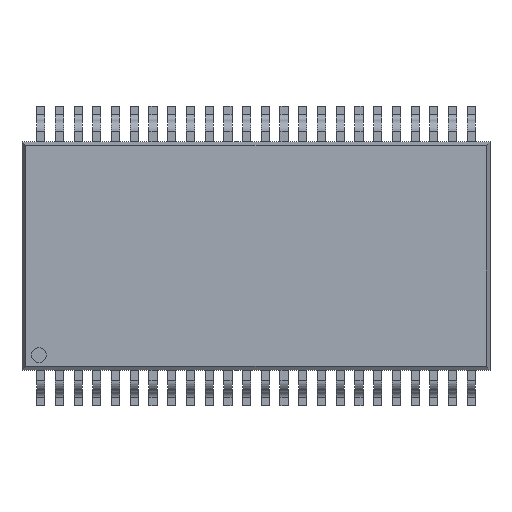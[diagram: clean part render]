
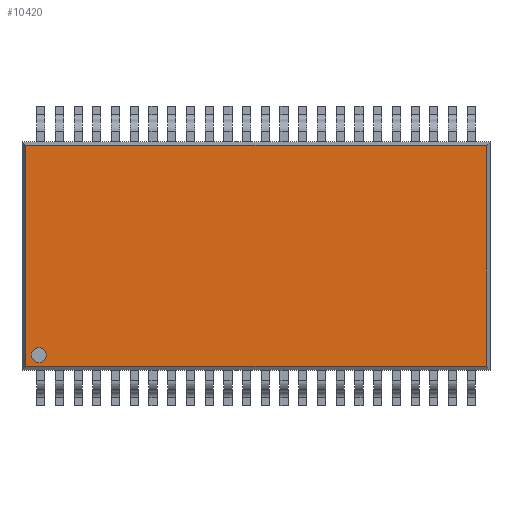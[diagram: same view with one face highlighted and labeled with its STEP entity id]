
A CAD part, top view. The second image highlights one B-rep face of the part: STEP entity #10420.
In plain terms, the highlighted planar face has unit normal (0, 0, 1).
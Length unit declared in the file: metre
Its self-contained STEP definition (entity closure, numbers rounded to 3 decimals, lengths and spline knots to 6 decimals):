
#695=CIRCLE('',#12000,0.0002);
#3593=ORIENTED_EDGE('',*,*,#5089,.T.);
#3594=ORIENTED_EDGE('',*,*,#5090,.T.);
#3595=ORIENTED_EDGE('',*,*,#5091,.T.);
#3596=ORIENTED_EDGE('',*,*,#5092,.T.);
#3597=ORIENTED_EDGE('',*,*,#5093,.T.);
#5089=EDGE_CURVE('',#6075,#6076,#7153,.T.);
#5090=EDGE_CURVE('',#6076,#6077,#7154,.T.);
#5091=EDGE_CURVE('',#6077,#6078,#7155,.T.);
#5092=EDGE_CURVE('',#6078,#6075,#7156,.T.);
#5093=EDGE_CURVE('',#6079,#6079,#695,.F.);
#6075=VERTEX_POINT('',#18202);
#6076=VERTEX_POINT('',#18203);
#6077=VERTEX_POINT('',#18205);
#6078=VERTEX_POINT('',#18207);
#6079=VERTEX_POINT('',#18210);
#7153=LINE('',#18201,#8237);
#7154=LINE('',#18204,#8238);
#7155=LINE('',#18206,#8239);
#7156=LINE('',#18208,#8240);
#8237=VECTOR('',#15109,1.);
#8238=VECTOR('',#15110,1.);
#8239=VECTOR('',#15111,1.);
#8240=VECTOR('',#15112,1.);
#8833=EDGE_LOOP('',(#3593,#3594,#3595,#3596));
#8834=EDGE_LOOP('',(#3597));
#9427=FACE_BOUND('',#8833,.T.);
#9428=FACE_BOUND('',#8834,.T.);
#9829=PLANE('',#11999);
#10420=ADVANCED_FACE('',(#9427,#9428),#9829,.T.);
#11999=AXIS2_PLACEMENT_3D('',#18200,#15107,#15108);
#12000=AXIS2_PLACEMENT_3D('',#18209,#15113,#15114);
#15107=DIRECTION('',(0.,0.,1.));
#15108=DIRECTION('',(1.,0.,0.));
#15109=DIRECTION('',(0.,1.,0.));
#15110=DIRECTION('',(-1.,0.,0.));
#15111=DIRECTION('',(0.,-1.,0.));
#15112=DIRECTION('',(1.,0.,0.));
#15113=DIRECTION('',(0.,0.,1.));
#15114=DIRECTION('',(1.,0.,0.));
#18200=CARTESIAN_POINT('',(0.,0.,0.001));
#18201=CARTESIAN_POINT('',(0.00615,0.,0.001));
#18202=CARTESIAN_POINT('',(0.00615,-0.00295,0.001));
#18203=CARTESIAN_POINT('',(0.00615,0.00295,0.001));
#18204=CARTESIAN_POINT('',(0.,0.00295,0.001));
#18205=CARTESIAN_POINT('',(-0.00615,0.00295,0.001));
#18206=CARTESIAN_POINT('',(-0.00615,-0.00305,0.001));
#18207=CARTESIAN_POINT('',(-0.00615,-0.00295,0.001));
#18208=CARTESIAN_POINT('',(0.00625,-0.00295,0.001));
#18209=CARTESIAN_POINT('',(-0.0058,-0.00265,0.001));
#18210=CARTESIAN_POINT('',(-0.0056,-0.00265,0.001));
